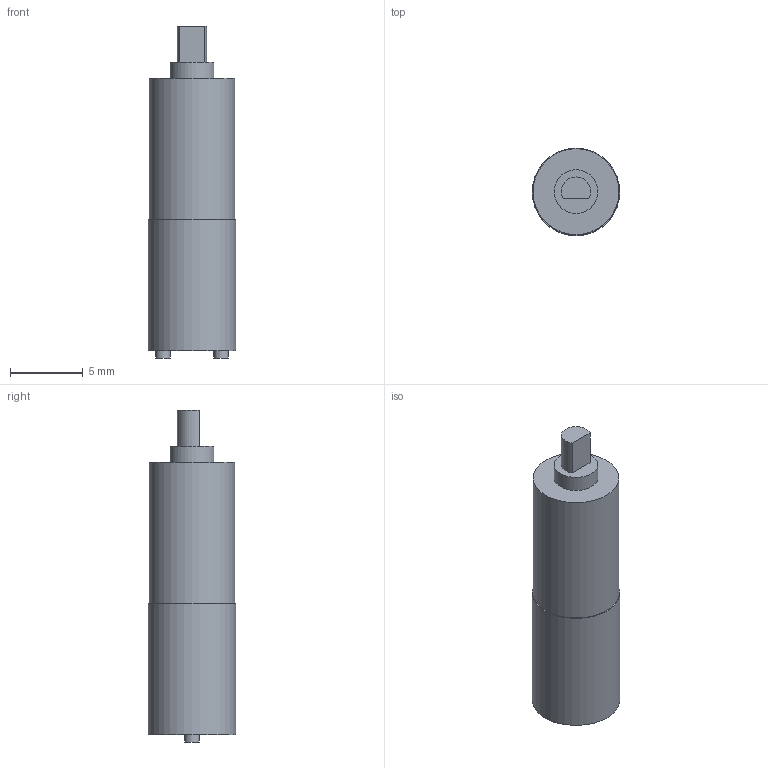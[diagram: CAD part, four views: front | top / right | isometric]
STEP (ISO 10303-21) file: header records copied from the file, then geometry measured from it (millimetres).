
FILE_DESCRIPTION(('Open CASCADE Model'),'2;1');
FILE_NAME('Open CASCADE Shape Model','2025-01-05T22:47:43',('Author'),( 'Open CASCADE'),'Open CASCADE STEP processor 7.7','Open CASCADE 7.7' ,'Unknown');
FILE_SCHEMA(('AUTOMOTIVE_DESIGN { 1 0 10303 214 1 1 1 1 }'));
Length unit declared in the file: millimetre
Products named in the file (1): SOLID
Bounding box: 6 x 6 x 22.8 mm (x, y, z)
Volume: 534.5 mm3; surface area: 434.3 mm2
Topology: 1 solids, 1 shells, 14 faces, 21 edges, 14 vertices
Faces by surface type: plane 8, cylinder 6
Full cylindrical faces by diameter (mm): 1 x2, 3 x1, 5.9 x1, 6 x1
Entity records: 602 total; most frequent: CARTESIAN_POINT 108, DIRECTION 99, ORIENTED_EDGE 42, PCURVE 42, DEFINITIONAL_REPRESENTATION 42, LINE 35, VECTOR 35, AXIS2_PLACEMENT_3D 27
